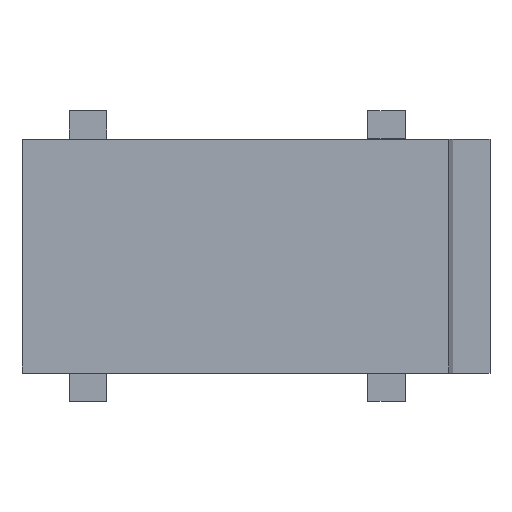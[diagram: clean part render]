
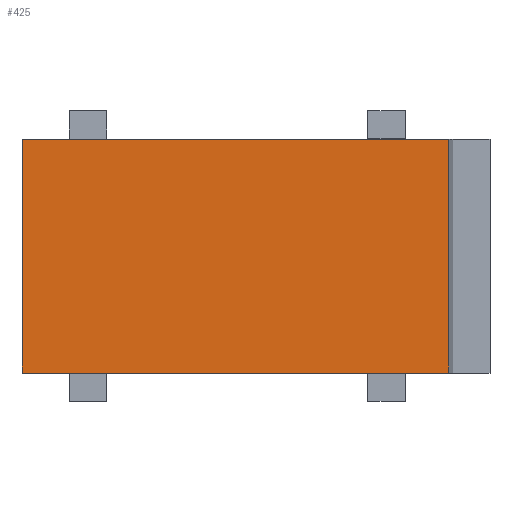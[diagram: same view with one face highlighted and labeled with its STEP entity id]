
A CAD part, top view. The second image highlights one B-rep face of the part: STEP entity #425.
In plain terms, the highlighted planar face has unit normal (0, 0, 1).
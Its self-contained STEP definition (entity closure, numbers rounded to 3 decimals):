
#398 = EDGE_CURVE('',#399,#401,#403,.T.);
#399 = VERTEX_POINT('',#400);
#400 = CARTESIAN_POINT('',(4.56,0.,0.484));
#401 = VERTEX_POINT('',#402);
#402 = CARTESIAN_POINT('',(4.56,2.5,0.484));
#403 = LINE('',#404,#405);
#404 = CARTESIAN_POINT('',(4.56,0.,0.484));
#405 = VECTOR('',#406,1.);
#406 = DIRECTION('',(-0.,1.,0.));
#425 = ADVANCED_FACE('',(#426),#451,.F.);
#426 = FACE_BOUND('',#427,.F.);
#427 = EDGE_LOOP('',(#428,#438,#444,#445));
#428 = ORIENTED_EDGE('',*,*,#429,.T.);
#429 = EDGE_CURVE('',#430,#432,#434,.T.);
#430 = VERTEX_POINT('',#431);
#431 = CARTESIAN_POINT('',(0.,0.,0.484));
#432 = VERTEX_POINT('',#433);
#433 = CARTESIAN_POINT('',(0.,2.5,0.484));
#434 = LINE('',#435,#436);
#435 = CARTESIAN_POINT('',(0.,0.,0.484));
#436 = VECTOR('',#437,1.);
#437 = DIRECTION('',(-0.,1.,0.));
#438 = ORIENTED_EDGE('',*,*,#439,.T.);
#439 = EDGE_CURVE('',#432,#401,#440,.T.);
#440 = LINE('',#441,#442);
#441 = CARTESIAN_POINT('',(0.,2.5,0.484));
#442 = VECTOR('',#443,1.);
#443 = DIRECTION('',(1.,0.,0.));
#444 = ORIENTED_EDGE('',*,*,#398,.F.);
#445 = ORIENTED_EDGE('',*,*,#446,.F.);
#446 = EDGE_CURVE('',#430,#399,#447,.T.);
#447 = LINE('',#448,#449);
#448 = CARTESIAN_POINT('',(0.,0.,0.484));
#449 = VECTOR('',#450,1.);
#450 = DIRECTION('',(1.,0.,0.));
#451 = PLANE('',#452);
#452 = AXIS2_PLACEMENT_3D('',#453,#454,#455);
#453 = CARTESIAN_POINT('',(0.,0.,0.484));
#454 = DIRECTION('',(0.,0.,-1.));
#455 = DIRECTION('',(1.,0.,0.));
